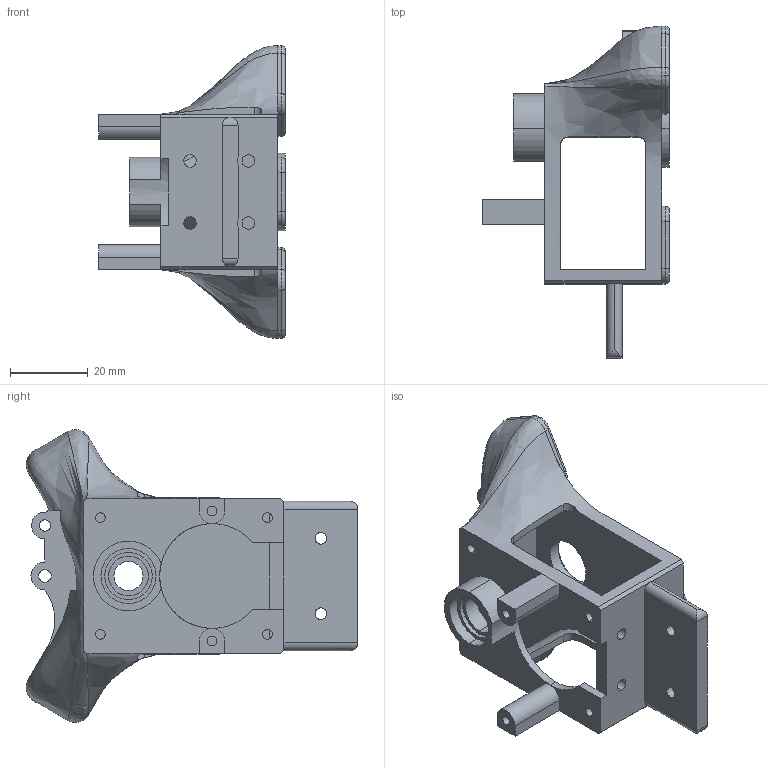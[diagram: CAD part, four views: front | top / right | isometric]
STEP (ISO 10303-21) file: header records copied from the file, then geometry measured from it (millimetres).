
FILE_DESCRIPTION (( 'STEP AP214' ), '1' );
FILE_NAME ('CarriageCart.STEP', '2021-08-15T02:38:25', ( '' ), ( '' ), 'SwSTEP 2.0', 'SolidWorks 2020', '' );
FILE_SCHEMA (( 'AUTOMOTIVE_DESIGN' ));
Length unit declared in the file: millimetre
Products named in the file (1): CarriageCart
Bounding box: 48 x 85.33 x 75.35 mm (x, y, z)
Volume: 26607.6 mm3; surface area: 22316 mm2
Topology: 1 solids, 1 shells, 257 faces, 713 edges, 463 vertices
Faces by surface type: cylinder 115, plane 104, bspline 24, torus 14
Entity records: 29103 total; most frequent: CARTESIAN_POINT 22497, ORIENTED_EDGE 1426, DIRECTION 1316, EDGE_CURVE 713, AXIS2_PLACEMENT_3D 481, VERTEX_POINT 463, VECTOR 354, LINE 354
